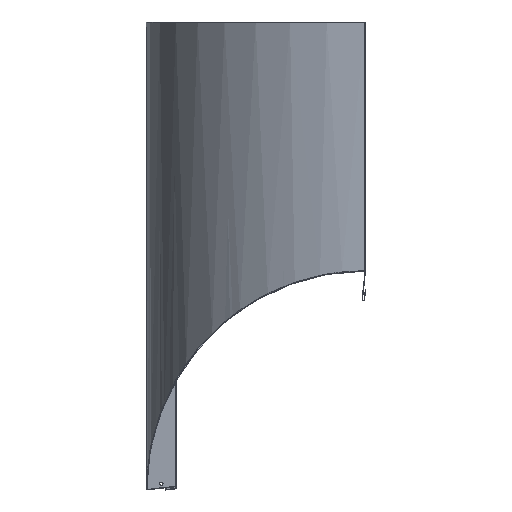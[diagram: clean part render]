
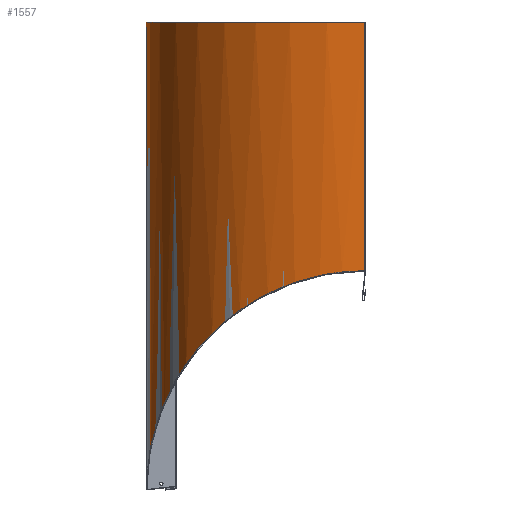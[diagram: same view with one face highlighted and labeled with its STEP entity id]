
A CAD part, left-side view. The second image highlights one B-rep face of the part: STEP entity #1557.
In plain terms, the highlighted cylindrical face has radius 257.7 mm (diameter 515.4 mm), a partial arc.
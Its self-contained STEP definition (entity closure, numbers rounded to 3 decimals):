
#84=ELLIPSE('',#1667,364.443,257.7);
#111=CYLINDRICAL_SURFACE('',#1698,257.7);
#183=FACE_OUTER_BOUND('',#288,.T.);
#288=EDGE_LOOP('',(#1157,#1158,#1159,#1160));
#386=CIRCLE('',#1665,257.7);
#481=LINE('',#2508,#607);
#482=LINE('',#2513,#608);
#607=VECTOR('',#2000,548.885);
#608=VECTOR('',#2007,292.302);
#707=VERTEX_POINT('',#2398);
#711=VERTEX_POINT('',#2407);
#718=VERTEX_POINT('',#2426);
#721=VERTEX_POINT('',#2434);
#859=EDGE_CURVE('',#718,#721,#386,.T.);
#860=EDGE_CURVE('',#711,#707,#84,.T.);
#896=EDGE_CURVE('',#711,#721,#481,.T.);
#899=EDGE_CURVE('',#707,#718,#482,.T.);
#1157=ORIENTED_EDGE('',*,*,#860,.T.);
#1158=ORIENTED_EDGE('',*,*,#899,.T.);
#1159=ORIENTED_EDGE('',*,*,#859,.T.);
#1160=ORIENTED_EDGE('',*,*,#896,.F.);
#1557=ADVANCED_FACE('',(#183),#111,.T.);
#1665=AXIS2_PLACEMENT_3D('',#2436,#1919,#1920);
#1667=AXIS2_PLACEMENT_3D('',#2438,#1923,#1924);
#1698=AXIS2_PLACEMENT_3D('',#2512,#2005,#2006);
#1919=DIRECTION('center_axis',(0.,0.,
-1.));
#1920=DIRECTION('ref_axis',(-1.,0.004,0.));
#1923=DIRECTION('center_axis',(0.707,0.,
0.707));
#1924=DIRECTION('ref_axis',(-0.707,0.,0.707));
#2000=DIRECTION('',(0.,0.,1.));
#2005=DIRECTION('center_axis',(0.,0.,
-1.));
#2006=DIRECTION('ref_axis',(-0.004,1.,0.));
#2007=DIRECTION('',(0.,0.,1.));
#2398=CARTESIAN_POINT('',(-257.698,1.115,257.698));
#2407=CARTESIAN_POINT('',(-1.115,257.698,1.115));
#2426=CARTESIAN_POINT('',(-257.698,1.115,550.));
#2434=CARTESIAN_POINT('',(-1.115,257.698,550.));
#2436=CARTESIAN_POINT('Origin',(0.,0.,
550.));
#2438=CARTESIAN_POINT('Origin',(0.,0.,
0.));
#2508=CARTESIAN_POINT('',(-1.115,257.698,285.));
#2512=CARTESIAN_POINT('Origin',(0.,0.,
570.));
#2513=CARTESIAN_POINT('',(-257.698,1.115,285.));
